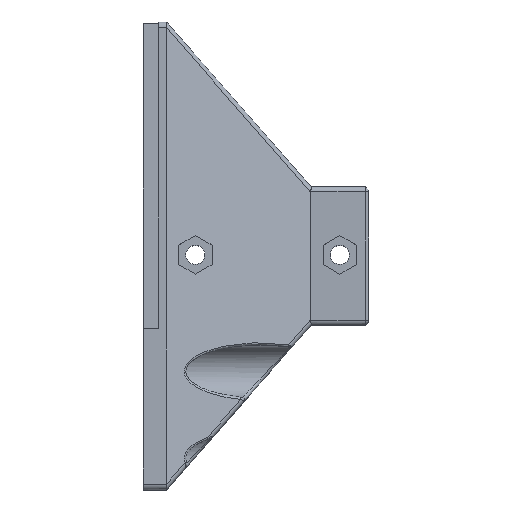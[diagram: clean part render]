
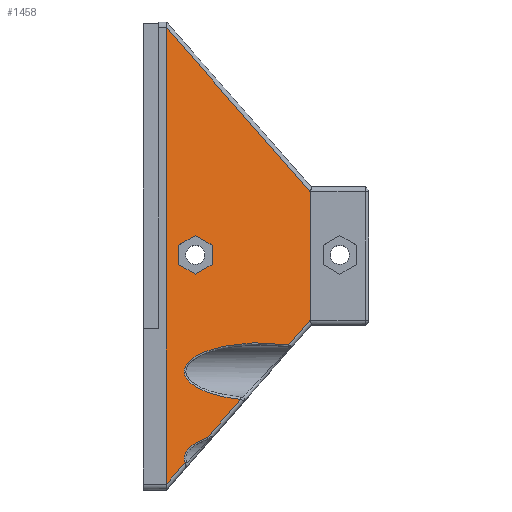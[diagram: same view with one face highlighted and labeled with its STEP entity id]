
A CAD part, top view. The second image highlights one B-rep face of the part: STEP entity #1458.
In plain terms, the highlighted planar face has unit normal (0.355, 0, 0.935).
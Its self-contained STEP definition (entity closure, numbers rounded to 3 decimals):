
#27=FACE_BOUND('',#218,.T.);
#87=ELLIPSE('',#1564,14.076,5.);
#89=ELLIPSE('',#1569,14.076,5.);
#134=FACE_OUTER_BOUND('',#217,.T.);
#217=EDGE_LOOP('',(#1015,#1016,#1017,#1018,#1019,#1020,#1021,#1022));
#218=EDGE_LOOP('',(#1023,#1024,#1025,#1026,#1027,#1028));
#319=LINE('',#2451,#452);
#320=LINE('',#2455,#453);
#321=LINE('',#2457,#454);
#322=LINE('',#2459,#455);
#323=LINE('',#2461,#456);
#324=LINE('',#2462,#457);
#325=LINE('',#2465,#458);
#326=LINE('',#2467,#459);
#327=LINE('',#2469,#460);
#328=LINE('',#2471,#461);
#329=LINE('',#2473,#462);
#330=LINE('',#2474,#463);
#452=VECTOR('',#1738,10.);
#453=VECTOR('',#1741,10.);
#454=VECTOR('',#1742,10.);
#455=VECTOR('',#1743,10.);
#456=VECTOR('',#1744,10.);
#457=VECTOR('',#1745,10.);
#458=VECTOR('',#1746,10.);
#459=VECTOR('',#1747,10.);
#460=VECTOR('',#1748,10.);
#461=VECTOR('',#1749,10.);
#462=VECTOR('',#1750,10.);
#463=VECTOR('',#1751,10.);
#633=VERTEX_POINT('',#2302);
#635=VERTEX_POINT('',#2387);
#636=VERTEX_POINT('',#2450);
#637=VERTEX_POINT('',#2452);
#638=VERTEX_POINT('',#2454);
#639=VERTEX_POINT('',#2456);
#640=VERTEX_POINT('',#2458);
#641=VERTEX_POINT('',#2460);
#642=VERTEX_POINT('',#2463);
#643=VERTEX_POINT('',#2464);
#644=VERTEX_POINT('',#2466);
#645=VERTEX_POINT('',#2468);
#646=VERTEX_POINT('',#2470);
#647=VERTEX_POINT('',#2472);
#779=EDGE_CURVE('',#635,#633,#87,.T.);
#784=EDGE_CURVE('',#636,#635,#319,.T.);
#785=EDGE_CURVE('',#637,#636,#89,.T.);
#786=EDGE_CURVE('',#638,#637,#320,.T.);
#787=EDGE_CURVE('',#638,#639,#321,.T.);
#788=EDGE_CURVE('',#640,#639,#322,.T.);
#789=EDGE_CURVE('',#640,#641,#323,.T.);
#790=EDGE_CURVE('',#633,#641,#324,.T.);
#791=EDGE_CURVE('',#642,#643,#325,.T.);
#792=EDGE_CURVE('',#643,#644,#326,.T.);
#793=EDGE_CURVE('',#644,#645,#327,.T.);
#794=EDGE_CURVE('',#645,#646,#328,.T.);
#795=EDGE_CURVE('',#646,#647,#329,.T.);
#796=EDGE_CURVE('',#647,#642,#330,.T.);
#1015=ORIENTED_EDGE('',*,*,#779,.F.);
#1016=ORIENTED_EDGE('',*,*,#784,.F.);
#1017=ORIENTED_EDGE('',*,*,#785,.F.);
#1018=ORIENTED_EDGE('',*,*,#786,.F.);
#1019=ORIENTED_EDGE('',*,*,#787,.T.);
#1020=ORIENTED_EDGE('',*,*,#788,.F.);
#1021=ORIENTED_EDGE('',*,*,#789,.T.);
#1022=ORIENTED_EDGE('',*,*,#790,.F.);
#1023=ORIENTED_EDGE('',*,*,#791,.T.);
#1024=ORIENTED_EDGE('',*,*,#792,.T.);
#1025=ORIENTED_EDGE('',*,*,#793,.T.);
#1026=ORIENTED_EDGE('',*,*,#794,.T.);
#1027=ORIENTED_EDGE('',*,*,#795,.T.);
#1028=ORIENTED_EDGE('',*,*,#796,.T.);
#1406=PLANE('',#1568);
#1458=ADVANCED_FACE('',(#134,#27),#1406,.T.);
#1564=AXIS2_PLACEMENT_3D('',#2389,#1728,#1729);
#1568=AXIS2_PLACEMENT_3D('',#2449,#1736,#1737);
#1569=AXIS2_PLACEMENT_3D('',#2453,#1739,#1740);
#1728=DIRECTION('center_axis',(0.355,0.,0.935));
#1729=DIRECTION('ref_axis',(-0.935,0.,0.355));
#1736=DIRECTION('center_axis',(0.355,0.,0.935));
#1737=DIRECTION('ref_axis',(0.935,0.,-0.355));
#1738=DIRECTION('',(-0.64,-0.729,0.243));
#1739=DIRECTION('center_axis',(0.355,0.,0.935));
#1740=DIRECTION('ref_axis',(-0.935,0.,0.355));
#1741=DIRECTION('',(-0.64,-0.729,0.243));
#1742=DIRECTION('',(0.,1.,0.));
#1743=DIRECTION('',(0.64,-0.729,-0.243));
#1744=DIRECTION('',(0.,-1.,0.));
#1745=DIRECTION('',(-0.64,-0.729,0.243));
#1746=DIRECTION('',(-0.823,-0.475,0.313));
#1747=DIRECTION('',(-0.823,0.475,0.313));
#1748=DIRECTION('',(0.,1.,0.));
#1749=DIRECTION('',(0.823,0.475,-0.313));
#1750=DIRECTION('',(0.823,-0.475,-0.313));
#1751=DIRECTION('',(0.,-1.,0.));
#2302=CARTESIAN_POINT('',(7.252,-35.792,20.464));
#2387=CARTESIAN_POINT('',(11.101,-31.404,19.002));
#2389=CARTESIAN_POINT('Origin',(20.244,-35.,15.527));
#2449=CARTESIAN_POINT('Origin',(29.,-12.,12.2));
#2450=CARTESIAN_POINT('',(16.866,-24.832,16.811));
#2451=CARTESIAN_POINT('',(29.793,-10.096,11.899));
#2452=CARTESIAN_POINT('',(25.172,-15.364,13.655));
#2453=CARTESIAN_POINT('Origin',(20.244,-20.,15.527));
#2454=CARTESIAN_POINT('',(29.,-11.,12.2));
#2455=CARTESIAN_POINT('',(29.793,-10.096,11.899));
#2456=CARTESIAN_POINT('',(29.,11.,12.2));
#2457=CARTESIAN_POINT('',(29.,-12.,12.2));
#2458=CARTESIAN_POINT('',(4.,39.5,21.7));
#2459=CARTESIAN_POINT('',(34.131,5.151,10.25));
#2460=CARTESIAN_POINT('',(4.,-39.5,21.7));
#2461=CARTESIAN_POINT('',(4.,40.5,21.7));
#2462=CARTESIAN_POINT('',(29.793,-10.096,11.899));
#2463=CARTESIAN_POINT('',(11.9,-1.474,18.698));
#2464=CARTESIAN_POINT('',(9.,-3.149,19.8));
#2465=CARTESIAN_POINT('',(16.121,0.962,17.094));
#2466=CARTESIAN_POINT('',(6.1,-1.474,20.902));
#2467=CARTESIAN_POINT('',(18.271,-8.501,16.277));
#2468=CARTESIAN_POINT('',(6.1,1.874,20.902));
#2469=CARTESIAN_POINT('',(6.1,-5.063,20.902));
#2470=CARTESIAN_POINT('',(9.,3.548,19.8));
#2471=CARTESIAN_POINT('',(14.813,6.904,17.591));
#2472=CARTESIAN_POINT('',(11.9,1.874,18.698));
#2473=CARTESIAN_POINT('',(22.196,-4.07,14.786));
#2474=CARTESIAN_POINT('',(11.9,-6.737,18.698));
